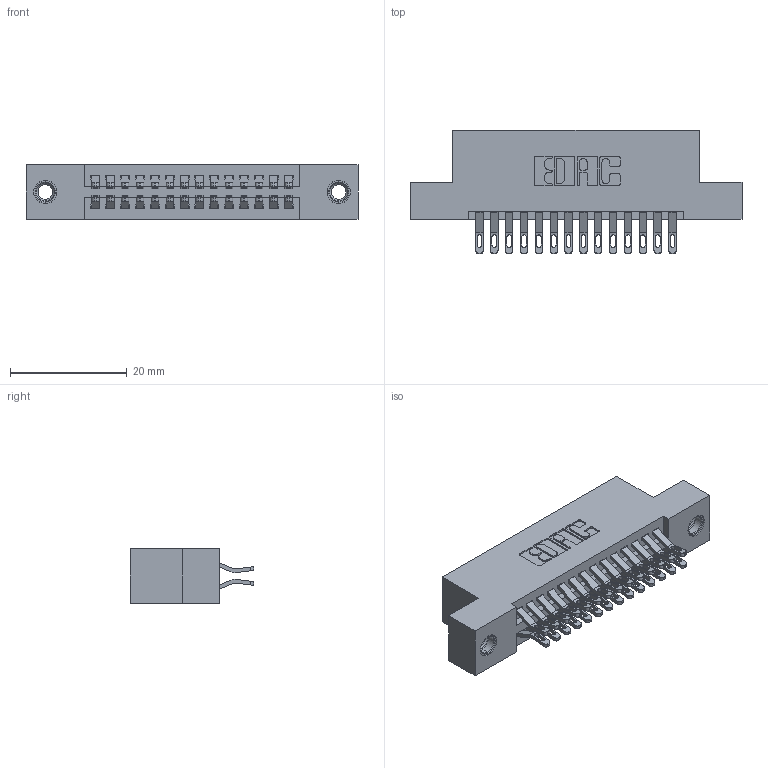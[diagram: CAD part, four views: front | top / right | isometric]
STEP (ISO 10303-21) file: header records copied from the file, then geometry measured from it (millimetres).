
FILE_DESCRIPTION (( 'STEP AP203' ), '1' );
FILE_NAME ('345-028-555-207.STEP', '2018-08-22T22:56:12', ( '' ), ( '' ), 'SwSTEP 2.0', 'SolidWorks 2016', '' );
FILE_SCHEMA (( 'CONFIG_CONTROL_DESIGN' ));
Length unit declared in the file: inch
Products named in the file (4): 345 Part_Flush Mounting Lugs - 0.156 Dia-TI; 345-292-001_555 Tail; 345-250-001_345-250-005-103; 345-028-555-207
Assembly tree (31 placements, depth 2):
  345-028-555-207
    345 Part_Flush Mounting Lugs - 0.156 Dia-TI
    345-292-001_555 Tail  x28
    345-250-001_345-250-005-103  x2
Bounding box: 56.77 x 21.13 x 9.4 mm (x, y, z)
Volume: 5322.4 mm3; surface area: 7635.4 mm2
Topology: 31 solids, 31 shells, 1754 faces, 5433 edges, 3614 vertices
Faces by surface type: plane 980, cylinder 758, cone 12, torus 4
Entity records: 16266 total; most frequent: CARTESIAN_POINT 2769, ORIENTED_EDGE 2666, DIRECTION 2471, EDGE_CURVE 1333, LINE 1105, VECTOR 1105, VERTEX_POINT 884, AXIS2_PLACEMENT_3D 683
